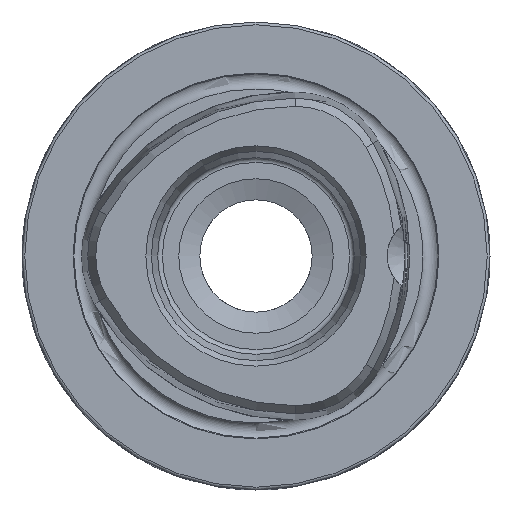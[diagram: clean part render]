
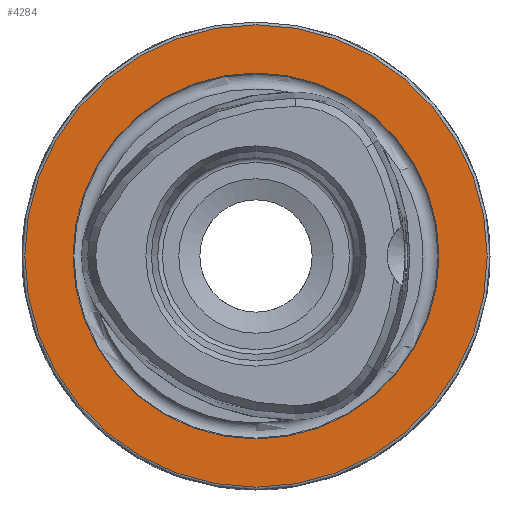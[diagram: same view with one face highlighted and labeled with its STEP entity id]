
A CAD part, left-side view. The second image highlights one B-rep face of the part: STEP entity #4284.
In plain terms, the highlighted planar face has unit normal (-1, 0, 0).
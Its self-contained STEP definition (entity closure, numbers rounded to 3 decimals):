
#186 = VERTEX_POINT ( 'NONE', #400 ) ;
#375 = CARTESIAN_POINT ( 'NONE',  ( 0., 0., 0. ) ) ;
#400 = CARTESIAN_POINT ( 'NONE',  ( 0., 0., 24.7 ) ) ;
#453 = VERTEX_POINT ( 'NONE', #2384 ) ;
#467 = AXIS2_PLACEMENT_3D ( 'NONE', #375, #3411, #1734 ) ;
#759 = CIRCLE ( 'NONE', #467, 24.7 ) ;
#1619 = DIRECTION ( 'NONE',  ( 0., 0., 1. ) ) ;
#1669 = DIRECTION ( 'NONE',  ( 0., 0., -1. ) ) ;
#1734 = DIRECTION ( 'NONE',  ( 0., 0., 1. ) ) ;
#1796 = ORIENTED_EDGE ( 'NONE', *, *, #3778, .T. ) ;
#2002 = FACE_OUTER_BOUND ( 'NONE', #4191, .T. ) ;
#2027 = EDGE_CURVE ( 'NONE', #453, #453, #4036, .T. ) ;
#2075 = AXIS2_PLACEMENT_3D ( 'NONE', #3023, #3299, #1669 ) ;
#2225 = AXIS2_PLACEMENT_3D ( 'NONE', #3936, #3266, #1619 ) ;
#2384 = CARTESIAN_POINT ( 'NONE',  ( 0., 0., 19.55 ) ) ;
#3023 = CARTESIAN_POINT ( 'NONE',  ( 0., 19.55, 0. ) ) ;
#3266 = DIRECTION ( 'NONE',  ( -1., 0., 0. ) ) ;
#3299 = DIRECTION ( 'NONE',  ( 1., 0., 0. ) ) ;
#3333 = PLANE ( 'NONE',  #2075 ) ;
#3411 = DIRECTION ( 'NONE',  ( -1., 0., 0. ) ) ;
#3516 = ORIENTED_EDGE ( 'NONE', *, *, #2027, .F. ) ;
#3778 = EDGE_CURVE ( 'NONE', #186, #186, #759, .T. ) ;
#3936 = CARTESIAN_POINT ( 'NONE',  ( 0., 0., 0. ) ) ;
#4011 = FACE_BOUND ( 'NONE', #4271, .T. ) ;
#4036 = CIRCLE ( 'NONE', #2225, 19.55 ) ;
#4191 = EDGE_LOOP ( 'NONE', ( #1796 ) ) ;
#4271 = EDGE_LOOP ( 'NONE', ( #3516 ) ) ;
#4284 = ADVANCED_FACE ( 'NONE', ( #4011, #2002 ), #3333, .F. ) ;
